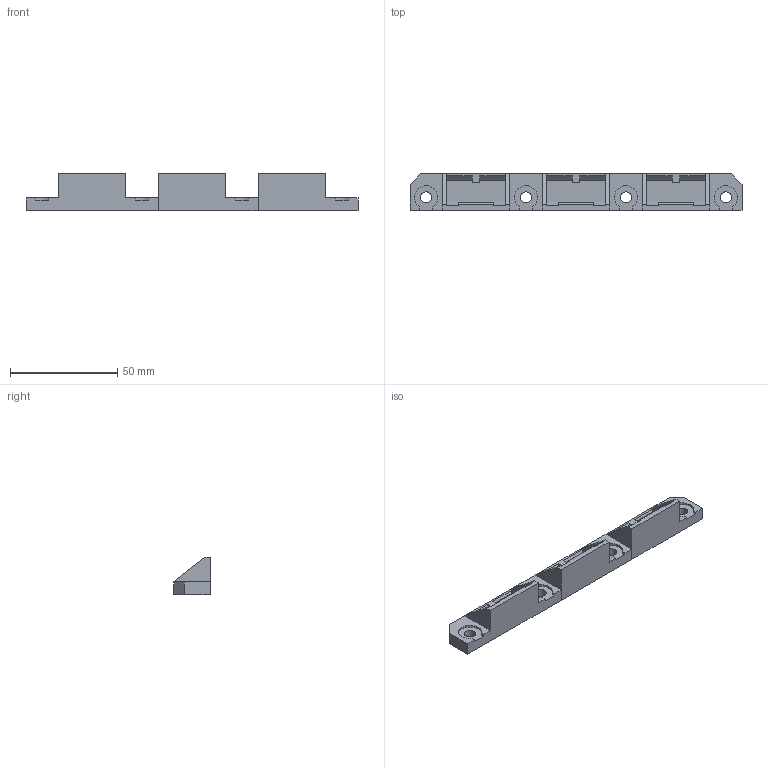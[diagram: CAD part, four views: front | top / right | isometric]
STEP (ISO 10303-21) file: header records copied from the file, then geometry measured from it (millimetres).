
FILE_DESCRIPTION (( 'STEP AP214' ), '1' );
FILE_NAME ('VORON WAGO Mount.STEP', '2018-11-30T09:40:17', ( '' ), ( '' ), 'SwSTEP 2.0', 'SolidWorks 2018', '' );
FILE_SCHEMA (( 'AUTOMOTIVE_DESIGN' ));
Length unit declared in the file: millimetre
Products named in the file (1): VORON WAGO Mount
Bounding box: 154.8 x 17 x 17.5 mm (x, y, z)
Volume: 14575.2 mm3; surface area: 12092.4 mm2
Topology: 3 solids, 3 shells, 114 faces, 314 edges, 206 vertices
Faces by surface type: plane 94, cylinder 20
Entity records: 3646 total; most frequent: CARTESIAN_POINT 635, ORIENTED_EDGE 628, DIRECTION 584, EDGE_CURVE 314, VECTOR 274, LINE 274, VERTEX_POINT 206, AXIS2_PLACEMENT_3D 155
